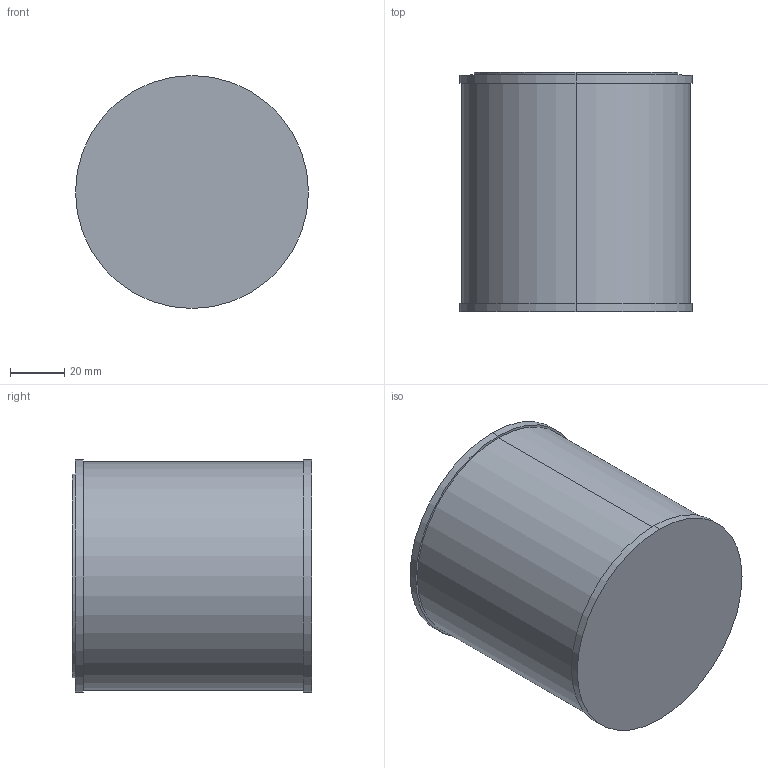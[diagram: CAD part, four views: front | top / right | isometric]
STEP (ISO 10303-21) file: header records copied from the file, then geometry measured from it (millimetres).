
FILE_DESCRIPTION (( 'STEP AP214' ), '1' );
FILE_NAME ('2362979.STEP', '2020-03-12T13:09:46', ( '' ), ( '' ), 'SwSTEP 2.0', 'SolidWorks 2018', '' );
FILE_SCHEMA (( 'AUTOMOTIVE_DESIGN' ));
Length unit declared in the file: millimetre
Products named in the file (1): 2362979
Bounding box: 85.7 x 88 x 85.7 mm (x, y, z)
Volume: 448350.6 mm3; surface area: 41483.7 mm2
Topology: 1 solids, 1 shells, 45 faces, 88 edges, 52 vertices
Faces by surface type: cylinder 16, torus 10, cone 10, plane 9
Entity records: 1693 total; most frequent: DIRECTION 242, CARTESIAN_POINT 186, ORIENTED_EDGE 176, AXIS2_PLACEMENT_3D 108, EDGE_CURVE 88, CIRCLE 62, EDGE_LOOP 52, VERTEX_POINT 52
